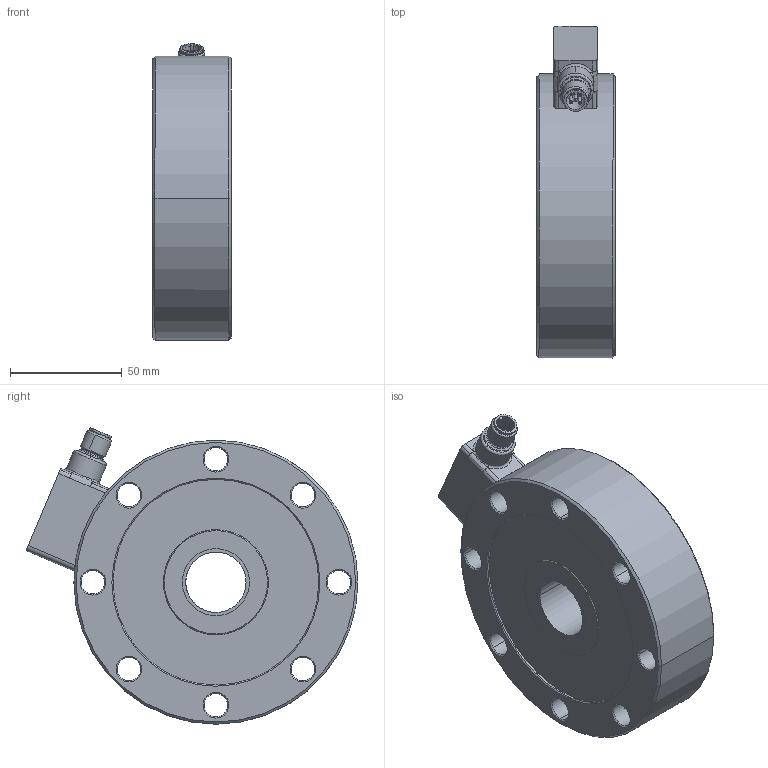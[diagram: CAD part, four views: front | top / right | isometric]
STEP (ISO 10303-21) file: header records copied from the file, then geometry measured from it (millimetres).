
FILE_DESCRIPTION(('STEP AP214'),'1');
FILE_NAME('TC4 Ø127 with M12 connector.stp','2018-10-02T09:17:30',(' '),(' '),'Spatial InterOp 3D',' ',' ');
FILE_SCHEMA(('automotive_design'));
Length unit declared in the file: millimetre
Products named in the file (5): TC4 Ø127 with M12 connector; Body; Box; Passacavo M12 x scatoline; Pin holder
Assembly tree (4 placements, depth 2):
  TC4 Ø127 with M12 connector
    Body
    Box
    Passacavo M12 x scatoline
    Pin holder
Bounding box: 35.12 x 148.42 x 132.57 mm (x, y, z)
Volume: 402567.3 mm3; surface area: 59720.9 mm2
Topology: 9 solids, 15 shells, 196 faces, 456 edges, 294 vertices
Faces by surface type: cylinder 86, cone 48, plane 36, torus 22, bspline 4
Entity records: 7852 total; most frequent: CARTESIAN_POINT 1320, DIRECTION 1118, ORIENTED_EDGE 888, AXIS2_PLACEMENT_3D 479, EDGE_CURVE 456, VERTEX_POINT 294, CIRCLE 282, EDGE_LOOP 236
